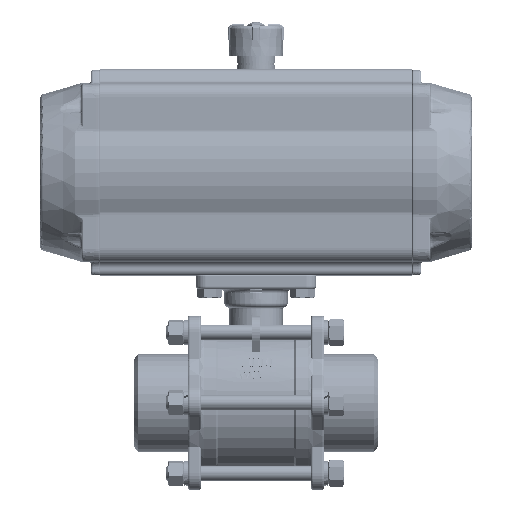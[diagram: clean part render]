
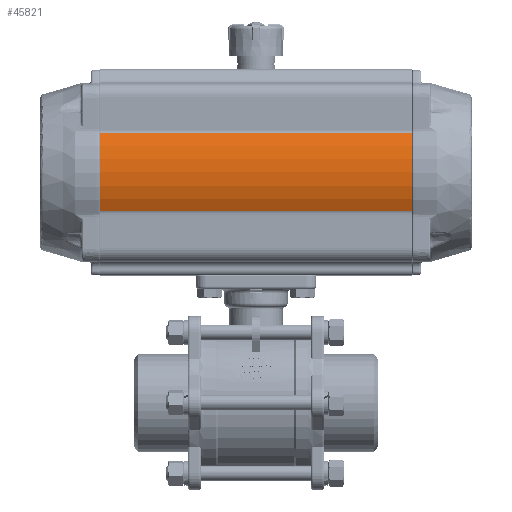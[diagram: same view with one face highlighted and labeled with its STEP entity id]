
A CAD part, top view. The second image highlights one B-rep face of the part: STEP entity #45821.
In plain terms, the highlighted cylindrical face has radius 68.7 mm (diameter 137.4 mm), a partial arc.
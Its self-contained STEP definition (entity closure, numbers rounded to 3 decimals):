
#2625=CYLINDRICAL_SURFACE('',#49582,68.7);
#5874=CIRCLE('',#49583,68.7);
#5875=CIRCLE('',#49584,68.7);
#10694=ORIENTED_EDGE('',*,*,#23216,.F.);
#10695=ORIENTED_EDGE('',*,*,#23213,.T.);
#10696=ORIENTED_EDGE('',*,*,#23217,.T.);
#10697=ORIENTED_EDGE('',*,*,#23218,.T.);
#23213=EDGE_CURVE('',#29675,#29676,#33776,.T.);
#23216=EDGE_CURVE('',#29675,#29677,#5874,.T.);
#23217=EDGE_CURVE('',#29676,#29678,#5875,.T.);
#23218=EDGE_CURVE('',#29678,#29677,#33777,.T.);
#29675=VERTEX_POINT('',#103342);
#29676=VERTEX_POINT('',#103343);
#29677=VERTEX_POINT('',#103348);
#29678=VERTEX_POINT('',#103350);
#33776=LINE('',#103341,#36258);
#33777=LINE('',#103351,#36259);
#36258=VECTOR('',#55857,1000.);
#36259=VECTOR('',#55868,1000.);
#38827=EDGE_LOOP('',(#10694,#10695,#10696,#10697));
#42220=FACE_BOUND('',#38827,.T.);
#45821=ADVANCED_FACE('',(#42220),#2625,.T.);
#49582=AXIS2_PLACEMENT_3D('',#103346,#55862,#55863);
#49583=AXIS2_PLACEMENT_3D('',#103347,#55864,#55865);
#49584=AXIS2_PLACEMENT_3D('',#103349,#55866,#55867);
#55857=DIRECTION('',(0.,0.,-1.));
#55862=DIRECTION('',(0.,0.,1.));
#55863=DIRECTION('',(1.,0.,0.));
#55864=DIRECTION('',(0.,0.,1.));
#55865=DIRECTION('',(1.,0.,0.));
#55866=DIRECTION('',(0.,0.,1.));
#55867=DIRECTION('',(1.,0.,0.));
#55868=DIRECTION('',(0.,0.,1.));
#103341=CARTESIAN_POINT('',(-61.618,30.379,0.));
#103342=CARTESIAN_POINT('',(-61.618,30.379,244.));
#103343=CARTESIAN_POINT('',(-61.618,30.379,0.));
#103346=CARTESIAN_POINT('',(0.,0.,0.));
#103347=CARTESIAN_POINT('',(0.,0.,244.));
#103348=CARTESIAN_POINT('',(-61.618,-30.379,244.));
#103349=CARTESIAN_POINT('',(0.,0.,0.));
#103350=CARTESIAN_POINT('',(-61.618,-30.379,0.));
#103351=CARTESIAN_POINT('',(-61.618,-30.379,0.));
